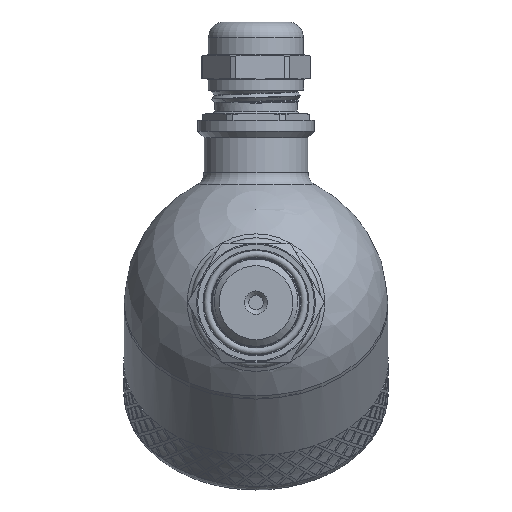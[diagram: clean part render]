
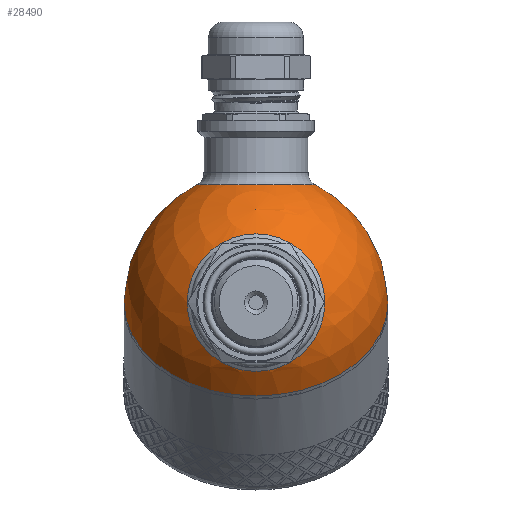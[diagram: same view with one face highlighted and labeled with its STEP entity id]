
A CAD part, left-side view. The second image highlights one B-rep face of the part: STEP entity #28490.
In plain terms, the highlighted spherical face has radius 30 mm.
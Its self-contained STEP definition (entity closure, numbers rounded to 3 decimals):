
#145=SPHERICAL_SURFACE('',#30308,30.);
#1410=FACE_BOUND('',#4161,.T.);
#1411=FACE_BOUND('',#4162,.T.);
#2330=FACE_OUTER_BOUND('',#4160,.T.);
#4160=EDGE_LOOP('',(#20474,#20475,#20476,#20477));
#4161=EDGE_LOOP('',(#20478));
#4162=EDGE_LOOP('',(#20479));
#5912=CIRCLE('',#30231,30.);
#5913=CIRCLE('',#30232,30.);
#5940=CIRCLE('',#30304,13.5);
#5943=CIRCLE('',#30309,30.);
#5944=CIRCLE('',#30310,15.643);
#11240=VERTEX_POINT('',#37942);
#11241=VERTEX_POINT('',#37944);
#11716=VERTEX_POINT('',#44006);
#11718=VERTEX_POINT('',#44013);
#11719=VERTEX_POINT('',#44015);
#14307=EDGE_CURVE('',#11240,#11241,#5912,.T.);
#14308=EDGE_CURVE('',#11241,#11240,#5913,.T.);
#15023=EDGE_CURVE('',#11716,#11716,#5940,.T.);
#15026=EDGE_CURVE('',#11241,#11718,#5943,.T.);
#15027=EDGE_CURVE('',#11719,#11719,#5944,.T.);
#20474=ORIENTED_EDGE('',*,*,#14308,.F.);
#20475=ORIENTED_EDGE('',*,*,#15026,.T.);
#20476=ORIENTED_EDGE('',*,*,#15026,.F.);
#20477=ORIENTED_EDGE('',*,*,#14307,.F.);
#20478=ORIENTED_EDGE('',*,*,#15027,.F.);
#20479=ORIENTED_EDGE('',*,*,#15023,.F.);
#28490=ADVANCED_FACE('',(#2330,#1410,#1411),#145,.T.);
#30231=AXIS2_PLACEMENT_3D('',#37945,#31883,#31884);
#30232=AXIS2_PLACEMENT_3D('',#37946,#31885,#31886);
#30304=AXIS2_PLACEMENT_3D('',#44007,#32281,#32282);
#30308=AXIS2_PLACEMENT_3D('',#44012,#32289,#32290);
#30309=AXIS2_PLACEMENT_3D('',#44014,#32291,#32292);
#30310=AXIS2_PLACEMENT_3D('',#44016,#32293,#32294);
#31883=DIRECTION('center_axis',(1.,0.,0.));
#31884=DIRECTION('ref_axis',(0.,1.,0.));
#31885=DIRECTION('center_axis',(1.,0.,0.));
#31886=DIRECTION('ref_axis',(0.,1.,0.));
#32281=DIRECTION('center_axis',(-0.707,0.,-0.707));
#32282=DIRECTION('ref_axis',(-0.707,0.,0.707));
#32289=DIRECTION('center_axis',(1.,0.,0.));
#32290=DIRECTION('ref_axis',(0.,-1.,0.));
#32291=DIRECTION('center_axis',(0.,0.,1.));
#32292=DIRECTION('ref_axis',(0.,1.,0.));
#32293=DIRECTION('center_axis',(-0.707,0.,0.707));
#32294=DIRECTION('ref_axis',(0.707,0.,0.707));
#37942=CARTESIAN_POINT('',(0.,-30.,0.));
#37944=CARTESIAN_POINT('',(0.,30.,0.));
#37945=CARTESIAN_POINT('Origin',(0.,0.,0.));
#37946=CARTESIAN_POINT('Origin',(0.,0.,0.));
#44006=CARTESIAN_POINT('',(-9.398,0.,-28.49));
#44007=CARTESIAN_POINT('Origin',(-18.944,0.,-18.944));
#44012=CARTESIAN_POINT('Origin',(0.,0.,0.));
#44013=CARTESIAN_POINT('',(-30.,0.,0.));
#44014=CARTESIAN_POINT('Origin',(0.,0.,0.));
#44015=CARTESIAN_POINT('',(-29.162,0.,7.04));
#44016=CARTESIAN_POINT('Origin',(-18.101,0.,18.101));
